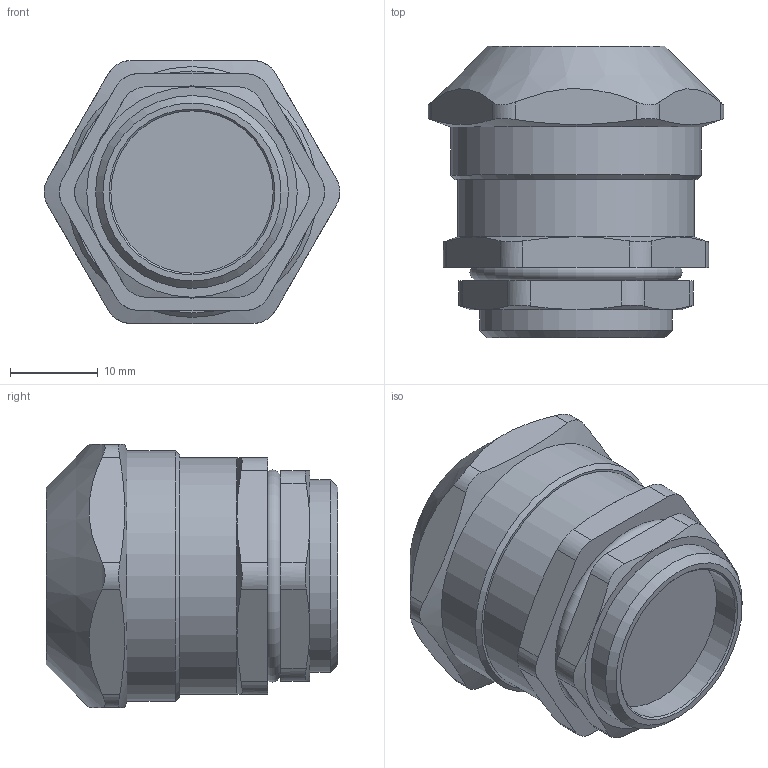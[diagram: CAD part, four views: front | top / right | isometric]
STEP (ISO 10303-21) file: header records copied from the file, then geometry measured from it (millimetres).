
FILE_DESCRIPTION(/* description */ (''),/* implementation_level */ '2;1');
FILE_NAME(/* name */ '',/* time_stamp */ '2023-07-27T08:54:37+07:00',/* author */ ('zeta-09'),/* organization */ (''),/* preprocessor_version */ 'ST-DEVELOPER v19.2',/* originating_system */ 'Autodesk Inventor 2024',/* authorisation */ '');
FILE_SCHEMA (('AUTOMOTIVE_DESIGN { 1 0 10303 214 3 1 1 }'));
Length unit declared in the file: millimetre
Products named in the file (1): Деталь7
Bounding box: 33.71 x 33.25 x 30 mm (x, y, z)
Volume: 17926.5 mm3; surface area: 4520.6 mm2
Topology: 1 solids, 1 shells, 67 faces, 164 edges, 105 vertices
Faces by surface type: plane 26, cylinder 23, cone 17, torus 1
Full cylindrical faces by diameter (mm): 18.5 x2, 22 x1, 27 x1, 28.6 x1
Entity records: 2238 total; most frequent: CARTESIAN_POINT 651, ORIENTED_EDGE 328, DIRECTION 282, EDGE_CURVE 164, AXIS2_PLACEMENT_3D 112, VERTEX_POINT 105, EDGE_LOOP 73, FACE_OUTER_BOUND 67
